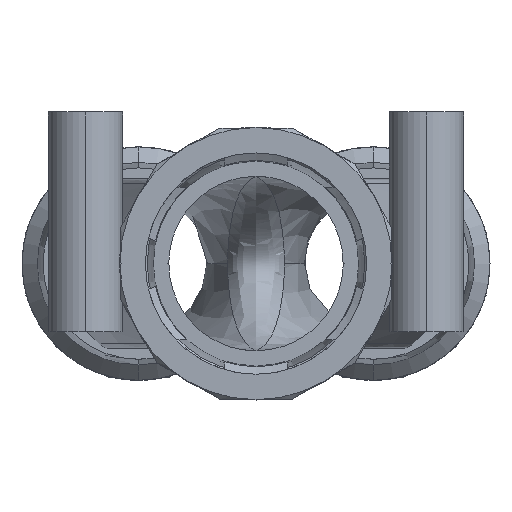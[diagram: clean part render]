
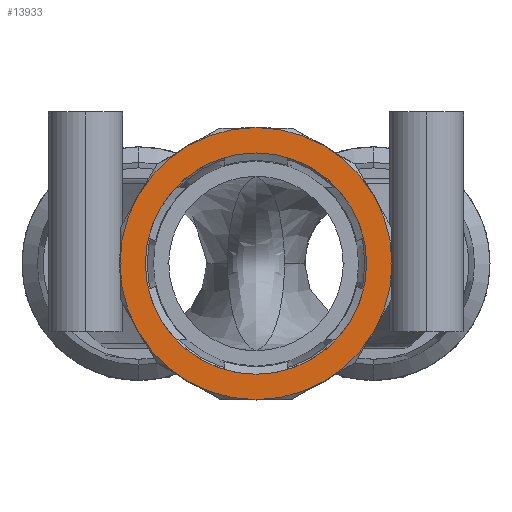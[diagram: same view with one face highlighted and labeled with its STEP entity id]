
A CAD part, front view. The second image highlights one B-rep face of the part: STEP entity #13933.
In plain terms, the highlighted planar face has unit normal (0, -1, 0).
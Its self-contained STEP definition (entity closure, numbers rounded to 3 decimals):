
#342 = CARTESIAN_POINT ( 'NONE',  ( 17.95, -5.673, 0. ) ) ;
#343 = CARTESIAN_POINT ( 'NONE',  ( -17.95, -5.673, 0. ) ) ;
#344 = DIRECTION ( 'NONE',  ( -1., 0., 0. ) ) ;
#345 = DIRECTION ( 'NONE',  ( 0., 1., 0. ) ) ;
#346 = CARTESIAN_POINT ( 'NONE',  ( 0., -5.673, 0. ) ) ;
#347 = AXIS2_PLACEMENT_3D ( 'NONE', #346, #345, #344 ) ;
#352 = CIRCLE ( 'NONE', #347, 17.95 ) ;
#443 = CARTESIAN_POINT ( 'NONE',  ( -14.6, -5.673, 0. ) ) ;
#444 = CARTESIAN_POINT ( 'NONE',  ( 14.6, -5.673, 0. ) ) ;
#445 = DIRECTION ( 'NONE',  ( -1., 0., 0. ) ) ;
#446 = DIRECTION ( 'NONE',  ( 0., 1., 0. ) ) ;
#447 = CARTESIAN_POINT ( 'NONE',  ( 0., -5.673, 0. ) ) ;
#448 = AXIS2_PLACEMENT_3D ( 'NONE', #447, #446, #445 ) ;
#449 = CIRCLE ( 'NONE', #448, 14.6 ) ;
#3330 = CIRCLE ( 'NONE', #3501, 14.6 ) ;
#3356 = EDGE_CURVE ( 'NONE', #3768, #3767, #3330, .T. ) ;
#3496 = DIRECTION ( 'NONE',  ( -1., 0., 0. ) ) ;
#3498 = DIRECTION ( 'NONE',  ( 0., 1., 0. ) ) ;
#3499 = CARTESIAN_POINT ( 'NONE',  ( 0., -5.673, 0. ) ) ;
#3501 = AXIS2_PLACEMENT_3D ( 'NONE', #3499, #3498, #3496 ) ;
#3751 = EDGE_CURVE ( 'NONE', #3752, #3753, #352, .T. ) ;
#3752 = VERTEX_POINT ( 'NONE', #343 ) ;
#3753 = VERTEX_POINT ( 'NONE', #342 ) ;
#3766 = EDGE_CURVE ( 'NONE', #3767, #3768, #449, .T. ) ;
#3767 = VERTEX_POINT ( 'NONE', #444 ) ;
#3768 = VERTEX_POINT ( 'NONE', #443 ) ;
#13592 = EDGE_CURVE ( 'NONE', #3753, #3752, #25795, .T. ) ;
#13892 = ORIENTED_EDGE ( 'NONE', *, *, #13592, .F. ) ;
#13893 = EDGE_LOOP ( 'NONE', ( #13894, #13895 ) ) ;
#13894 = ORIENTED_EDGE ( 'NONE', *, *, #3356, .T. ) ;
#13895 = ORIENTED_EDGE ( 'NONE', *, *, #3766, .T. ) ;
#13933 = ADVANCED_FACE ( 'NONE', ( #28647, #28646 ), #28645, .F. ) ;
#13934 = EDGE_LOOP ( 'NONE', ( #13935, #13892 ) ) ;
#13935 = ORIENTED_EDGE ( 'NONE', *, *, #3751, .F. ) ;
#25756 = DIRECTION ( 'NONE',  ( -1., 0., 0. ) ) ;
#25757 = DIRECTION ( 'NONE',  ( 0., 1., 0. ) ) ;
#25789 = CARTESIAN_POINT ( 'NONE',  ( 0., -5.673, 0. ) ) ;
#25790 = AXIS2_PLACEMENT_3D ( 'NONE', #25789, #25757, #25756 ) ;
#25795 = CIRCLE ( 'NONE', #25790, 17.95 ) ;
#28641 = DIRECTION ( 'NONE',  ( -1., 0., 0. ) ) ;
#28642 = DIRECTION ( 'NONE',  ( 0., 1., 0. ) ) ;
#28643 = CARTESIAN_POINT ( 'NONE',  ( 17.95, -5.673, 0. ) ) ;
#28644 = AXIS2_PLACEMENT_3D ( 'NONE', #28643, #28642, #28641 ) ;
#28645 = PLANE ( 'NONE',  #28644 ) ;
#28646 = FACE_BOUND ( 'NONE', #13893, .T. ) ;
#28647 = FACE_OUTER_BOUND ( 'NONE', #13934, .T. ) ;
